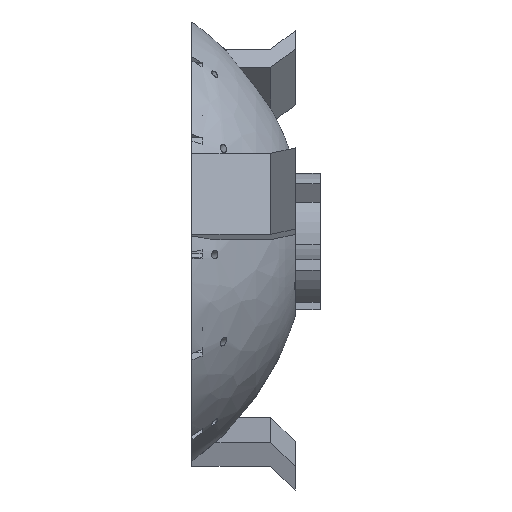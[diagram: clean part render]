
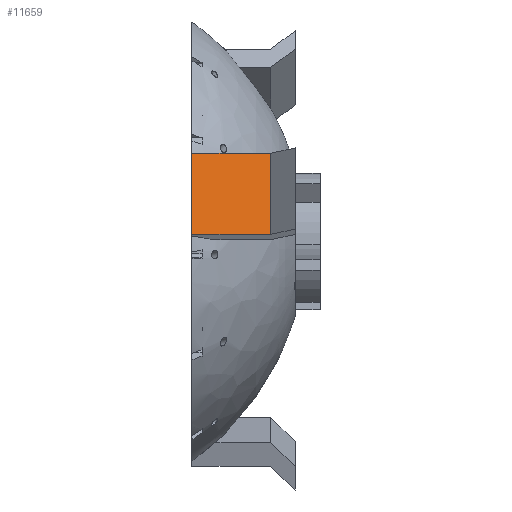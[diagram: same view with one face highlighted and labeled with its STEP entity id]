
A CAD part, left-side view. The second image highlights one B-rep face of the part: STEP entity #11659.
In plain terms, the highlighted planar face has unit normal (-0.977, 0, 0.214).
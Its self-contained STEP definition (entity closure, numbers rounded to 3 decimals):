
#735=PLANE('',#12552);
#1300=FACE_OUTER_BOUND('',#1922,.T.);
#1922=EDGE_LOOP('',(#10933,#10934,#10935,#10936));
#3143=LINE('',#20083,#4377);
#3145=LINE('',#20120,#4379);
#3148=LINE('',#20125,#4382);
#3149=LINE('',#20127,#4383);
#4377=VECTOR('',#15522,10.);
#4379=VECTOR('',#15528,10.);
#4382=VECTOR('',#15533,10.);
#4383=VECTOR('',#15536,10.);
#5802=VERTEX_POINT('',#20079);
#5803=VERTEX_POINT('',#20081);
#5808=VERTEX_POINT('',#20118);
#5809=VERTEX_POINT('',#20123);
#7513=EDGE_CURVE('',#5802,#5803,#3143,.T.);
#7519=EDGE_CURVE('',#5803,#5808,#3145,.T.);
#7522=EDGE_CURVE('',#5809,#5808,#3148,.T.);
#7523=EDGE_CURVE('',#5802,#5809,#3149,.T.);
#10933=ORIENTED_EDGE('',*,*,#7513,.T.);
#10934=ORIENTED_EDGE('',*,*,#7519,.T.);
#10935=ORIENTED_EDGE('',*,*,#7522,.F.);
#10936=ORIENTED_EDGE('',*,*,#7523,.F.);
#11659=ADVANCED_FACE('',(#1300),#735,.T.);
#12552=AXIS2_PLACEMENT_3D('',#20126,#15534,#15535);
#15522=DIRECTION('',(0.214,0.,0.977));
#15528=DIRECTION('',(0.,1.,0.));
#15533=DIRECTION('',(0.214,0.,0.977));
#15534=DIRECTION('center_axis',(-0.977,0.,0.214));
#15535=DIRECTION('ref_axis',(0.214,0.,0.977));
#15536=DIRECTION('',(0.,1.,0.));
#20079=CARTESIAN_POINT('',(-27.293,3.,0.868));
#20081=CARTESIAN_POINT('',(-25.15,3.,10.635));
#20083=CARTESIAN_POINT('',(-27.293,3.,0.868));
#20118=CARTESIAN_POINT('',(-25.15,12.5,10.635));
#20120=CARTESIAN_POINT('',(-25.15,3.,10.635));
#20123=CARTESIAN_POINT('',(-27.293,12.5,0.868));
#20125=CARTESIAN_POINT('',(-27.293,12.5,0.868));
#20126=CARTESIAN_POINT('Origin',(-27.293,3.,0.868));
#20127=CARTESIAN_POINT('',(-27.293,3.,0.868));
